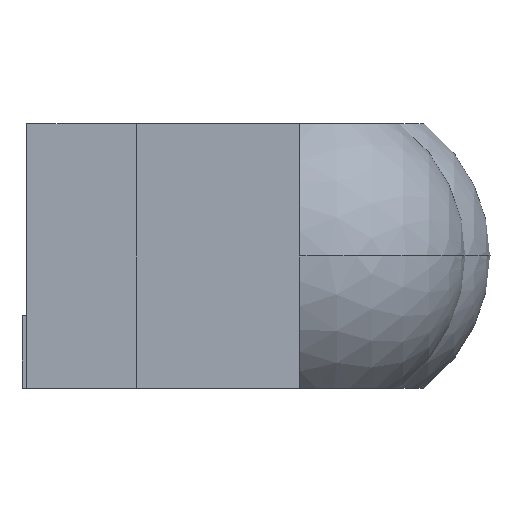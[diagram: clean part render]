
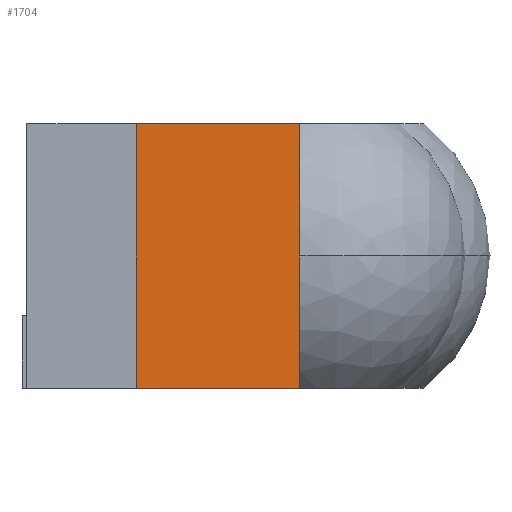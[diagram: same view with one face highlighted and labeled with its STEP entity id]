
A CAD part, left-side view. The second image highlights one B-rep face of the part: STEP entity #1704.
In plain terms, the highlighted planar face has unit normal (-1, 0, 0).
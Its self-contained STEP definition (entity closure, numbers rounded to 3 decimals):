
#17 = DIRECTION ( 'NONE',  ( 0., 1., 0. ) ) ;
#113 = CARTESIAN_POINT ( 'NONE',  ( -3.3, -0.85, -0.5 ) ) ;
#248 = LINE ( 'NONE', #1254, #2175 ) ;
#473 = DIRECTION ( 'NONE',  ( 0., -1., 0. ) ) ;
#565 = CARTESIAN_POINT ( 'NONE',  ( -3.3, 0.75, 0.49 ) ) ;
#907 = VERTEX_POINT ( 'NONE', #565 ) ;
#920 = CARTESIAN_POINT ( 'NONE',  ( -3.3, 0.75, -0.5 ) ) ;
#1143 = DIRECTION ( 'NONE',  ( -1., 0., 0. ) ) ;
#1146 = VERTEX_POINT ( 'NONE', #1298 ) ;
#1204 = VERTEX_POINT ( 'NONE', #1943 ) ;
#1254 = CARTESIAN_POINT ( 'NONE',  ( -3.3, -0.85, 0.49 ) ) ;
#1290 = VECTOR ( 'NONE', #2518, 1000. ) ;
#1298 = CARTESIAN_POINT ( 'NONE',  ( -3.3, -0.85, -0.5 ) ) ;
#1361 = CARTESIAN_POINT ( 'NONE',  ( -3.3, -0.75, -0.5 ) ) ;
#1435 = LINE ( 'NONE', #2088, #1290 ) ;
#1518 = LINE ( 'NONE', #920, #1837 ) ;
#1533 = EDGE_CURVE ( 'NONE', #2397, #1146, #1518, .T. ) ;
#1534 = DIRECTION ( 'NONE',  ( 0., 0., 1. ) ) ;
#1583 = AXIS2_PLACEMENT_3D ( 'NONE', #1361, #1143, #1988 ) ;
#1604 = EDGE_CURVE ( 'NONE', #1146, #1204, #1975, .T. ) ;
#1648 = EDGE_LOOP ( 'NONE', ( #1757, #2096, #2248, #2493 ) ) ;
#1666 = VECTOR ( 'NONE', #1534, 1000. ) ;
#1704 = ADVANCED_FACE ( 'NONE', ( #2450 ), #1784, .T. ) ;
#1757 = ORIENTED_EDGE ( 'NONE', *, *, #2122, .T. ) ;
#1784 = PLANE ( 'NONE',  #1583 ) ;
#1837 = VECTOR ( 'NONE', #473, 1000. ) ;
#1943 = CARTESIAN_POINT ( 'NONE',  ( -3.3, -0.85, 0.49 ) ) ;
#1975 = LINE ( 'NONE', #113, #1666 ) ;
#1988 = DIRECTION ( 'NONE',  ( 0., 0., 1. ) ) ;
#2088 = CARTESIAN_POINT ( 'NONE',  ( -3.3, 0.75, -0.5 ) ) ;
#2096 = ORIENTED_EDGE ( 'NONE', *, *, #2180, .F. ) ;
#2122 = EDGE_CURVE ( 'NONE', #1204, #907, #248, .T. ) ;
#2175 = VECTOR ( 'NONE', #17, 1000. ) ;
#2180 = EDGE_CURVE ( 'NONE', #2397, #907, #1435, .T. ) ;
#2242 = CARTESIAN_POINT ( 'NONE',  ( -3.3, 0.75, -0.5 ) ) ;
#2248 = ORIENTED_EDGE ( 'NONE', *, *, #1533, .T. ) ;
#2397 = VERTEX_POINT ( 'NONE', #2242 ) ;
#2450 = FACE_OUTER_BOUND ( 'NONE', #1648, .T. ) ;
#2493 = ORIENTED_EDGE ( 'NONE', *, *, #1604, .T. ) ;
#2518 = DIRECTION ( 'NONE',  ( 0., 0., 1. ) ) ;
